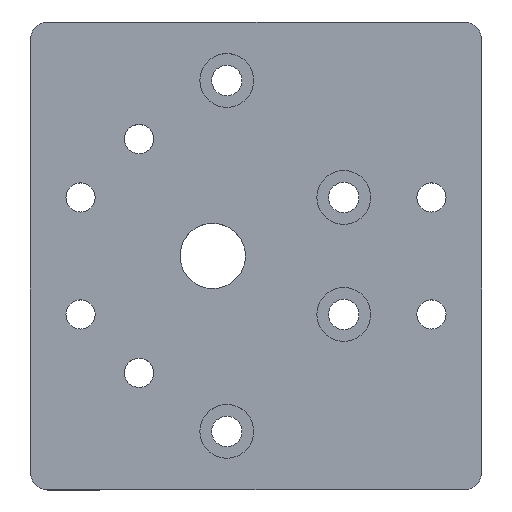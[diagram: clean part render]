
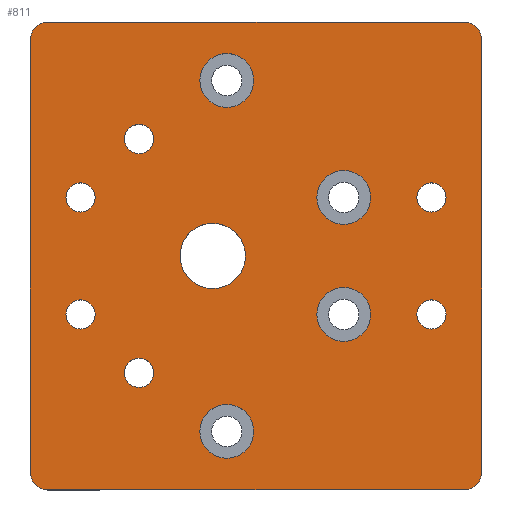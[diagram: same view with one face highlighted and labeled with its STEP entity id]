
A CAD part, top view. The second image highlights one B-rep face of the part: STEP entity #811.
In plain terms, the highlighted planar face has unit normal (0, 0, 1).
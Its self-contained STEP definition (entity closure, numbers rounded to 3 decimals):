
#36=FACE_BOUND('',#181,.T.);
#37=FACE_BOUND('',#182,.T.);
#38=FACE_BOUND('',#183,.T.);
#39=FACE_BOUND('',#184,.T.);
#40=FACE_BOUND('',#185,.T.);
#41=FACE_BOUND('',#186,.T.);
#42=FACE_BOUND('',#187,.T.);
#43=FACE_BOUND('',#188,.T.);
#44=FACE_BOUND('',#189,.T.);
#45=FACE_BOUND('',#190,.T.);
#46=FACE_BOUND('',#191,.T.);
#62=PLANE('',#932);
#112=FACE_OUTER_BOUND('',#180,.T.);
#180=EDGE_LOOP('',(#689,#690,#691,#692,#693,#694,#695,#696));
#181=EDGE_LOOP('',(#697));
#182=EDGE_LOOP('',(#698));
#183=EDGE_LOOP('',(#699));
#184=EDGE_LOOP('',(#700));
#185=EDGE_LOOP('',(#701));
#186=EDGE_LOOP('',(#702));
#187=EDGE_LOOP('',(#703));
#188=EDGE_LOOP('',(#704));
#189=EDGE_LOOP('',(#705));
#190=EDGE_LOOP('',(#706));
#191=EDGE_LOOP('',(#707));
#219=LINE('',#1291,#261);
#222=LINE('',#1299,#264);
#225=LINE('',#1330,#267);
#244=LINE('',#1424,#286);
#261=VECTOR('',#1023,50.);
#264=VECTOR('',#1032,80.);
#267=VECTOR('',#1065,80.);
#286=VECTOR('',#1184,50.);
#308=CIRCLE('',#863,3.);
#309=CIRCLE('',#866,3.);
#321=CIRCLE('',#881,3.);
#322=CIRCLE('',#884,3.);
#335=CIRCLE('',#910,2.5);
#336=CIRCLE('',#912,2.5);
#337=CIRCLE('',#914,2.5);
#338=CIRCLE('',#916,2.5);
#339=CIRCLE('',#918,2.5);
#340=CIRCLE('',#920,2.5);
#341=CIRCLE('',#922,5.588);
#347=CIRCLE('',#933,4.6);
#348=CIRCLE('',#934,4.6);
#349=CIRCLE('',#935,4.6);
#350=CIRCLE('',#936,4.6);
#372=VERTEX_POINT('',#1283);
#373=VERTEX_POINT('',#1285);
#374=VERTEX_POINT('',#1289);
#375=VERTEX_POINT('',#1293);
#376=VERTEX_POINT('',#1297);
#388=VERTEX_POINT('',#1324);
#389=VERTEX_POINT('',#1326);
#390=VERTEX_POINT('',#1332);
#403=VERTEX_POINT('',#1378);
#404=VERTEX_POINT('',#1382);
#405=VERTEX_POINT('',#1386);
#406=VERTEX_POINT('',#1390);
#407=VERTEX_POINT('',#1394);
#408=VERTEX_POINT('',#1398);
#409=VERTEX_POINT('',#1402);
#415=VERTEX_POINT('',#1425);
#416=VERTEX_POINT('',#1427);
#417=VERTEX_POINT('',#1429);
#418=VERTEX_POINT('',#1431);
#449=EDGE_CURVE('',#372,#373,#308,.T.);
#452=EDGE_CURVE('',#372,#374,#219,.T.);
#454=EDGE_CURVE('',#375,#374,#309,.T.);
#456=EDGE_CURVE('',#376,#375,#222,.T.);
#469=EDGE_CURVE('',#388,#389,#321,.T.);
#471=EDGE_CURVE('',#373,#388,#225,.T.);
#473=EDGE_CURVE('',#390,#376,#322,.T.);
#493=EDGE_CURVE('',#403,#403,#335,.T.);
#495=EDGE_CURVE('',#404,#404,#336,.T.);
#497=EDGE_CURVE('',#405,#405,#337,.T.);
#499=EDGE_CURVE('',#406,#406,#338,.T.);
#501=EDGE_CURVE('',#407,#407,#339,.T.);
#503=EDGE_CURVE('',#408,#408,#340,.T.);
#504=EDGE_CURVE('',#409,#409,#341,.T.);
#515=EDGE_CURVE('',#390,#389,#244,.T.);
#516=EDGE_CURVE('',#415,#415,#347,.T.);
#517=EDGE_CURVE('',#416,#416,#348,.T.);
#518=EDGE_CURVE('',#417,#417,#349,.T.);
#519=EDGE_CURVE('',#418,#418,#350,.T.);
#689=ORIENTED_EDGE('',*,*,#449,.F.);
#690=ORIENTED_EDGE('',*,*,#452,.T.);
#691=ORIENTED_EDGE('',*,*,#454,.F.);
#692=ORIENTED_EDGE('',*,*,#456,.F.);
#693=ORIENTED_EDGE('',*,*,#473,.F.);
#694=ORIENTED_EDGE('',*,*,#515,.T.);
#695=ORIENTED_EDGE('',*,*,#469,.F.);
#696=ORIENTED_EDGE('',*,*,#471,.F.);
#697=ORIENTED_EDGE('',*,*,#493,.T.);
#698=ORIENTED_EDGE('',*,*,#495,.T.);
#699=ORIENTED_EDGE('',*,*,#497,.T.);
#700=ORIENTED_EDGE('',*,*,#499,.T.);
#701=ORIENTED_EDGE('',*,*,#501,.T.);
#702=ORIENTED_EDGE('',*,*,#503,.T.);
#703=ORIENTED_EDGE('',*,*,#504,.F.);
#704=ORIENTED_EDGE('',*,*,#516,.F.);
#705=ORIENTED_EDGE('',*,*,#517,.F.);
#706=ORIENTED_EDGE('',*,*,#518,.F.);
#707=ORIENTED_EDGE('',*,*,#519,.F.);
#811=ADVANCED_FACE('',(#112,#36,#37,#38,#39,#40,#41,#42,#43,#44,#45,#46),
#62,.F.);
#863=AXIS2_PLACEMENT_3D('',#1286,#1017,#1018);
#866=AXIS2_PLACEMENT_3D('',#1295,#1027,#1028);
#881=AXIS2_PLACEMENT_3D('',#1327,#1060,#1061);
#884=AXIS2_PLACEMENT_3D('',#1334,#1069,#1070);
#910=AXIS2_PLACEMENT_3D('',#1380,#1128,#1129);
#912=AXIS2_PLACEMENT_3D('',#1384,#1133,#1134);
#914=AXIS2_PLACEMENT_3D('',#1388,#1138,#1139);
#916=AXIS2_PLACEMENT_3D('',#1392,#1143,#1144);
#918=AXIS2_PLACEMENT_3D('',#1396,#1148,#1149);
#920=AXIS2_PLACEMENT_3D('',#1400,#1153,#1154);
#922=AXIS2_PLACEMENT_3D('',#1403,#1157,#1158);
#932=AXIS2_PLACEMENT_3D('',#1423,#1182,#1183);
#933=AXIS2_PLACEMENT_3D('',#1426,#1185,#1186);
#934=AXIS2_PLACEMENT_3D('',#1428,#1187,#1188);
#935=AXIS2_PLACEMENT_3D('',#1430,#1189,#1190);
#936=AXIS2_PLACEMENT_3D('',#1432,#1191,#1192);
#1017=DIRECTION('center_axis',(0.,0.,-1.));
#1018=DIRECTION('ref_axis',(0.707,-0.707,0.));
#1023=DIRECTION('',(0.,1.,0.));
#1027=DIRECTION('center_axis',(0.,0.,-1.));
#1028=DIRECTION('ref_axis',(0.707,0.707,0.));
#1032=DIRECTION('',(1.,0.,0.));
#1060=DIRECTION('center_axis',(0.,0.,-1.));
#1061=DIRECTION('ref_axis',(-0.707,-0.707,0.));
#1065=DIRECTION('',(-1.,0.,0.));
#1069=DIRECTION('center_axis',(0.,0.,-1.));
#1070=DIRECTION('ref_axis',(-0.707,0.707,0.));
#1128=DIRECTION('center_axis',(0.,0.,-1.));
#1129=DIRECTION('ref_axis',(-1.,0.,0.));
#1133=DIRECTION('center_axis',(0.,0.,-1.));
#1134=DIRECTION('ref_axis',(-1.,0.,0.));
#1138=DIRECTION('center_axis',(0.,0.,-1.));
#1139=DIRECTION('ref_axis',(-1.,0.,0.));
#1143=DIRECTION('center_axis',(0.,0.,-1.));
#1144=DIRECTION('ref_axis',(-1.,0.,0.));
#1148=DIRECTION('center_axis',(0.,0.,-1.));
#1149=DIRECTION('ref_axis',(-1.,0.,0.));
#1153=DIRECTION('center_axis',(0.,0.,-1.));
#1154=DIRECTION('ref_axis',(-1.,0.,0.));
#1157=DIRECTION('center_axis',(0.,0.,1.));
#1158=DIRECTION('ref_axis',(1.,0.,0.));
#1182=DIRECTION('center_axis',(0.,0.,-1.));
#1183=DIRECTION('ref_axis',(-1.,0.,0.));
#1184=DIRECTION('',(0.,-1.,0.));
#1185=DIRECTION('center_axis',(0.,0.,1.));
#1186=DIRECTION('ref_axis',(1.,0.,0.));
#1187=DIRECTION('center_axis',(0.,0.,1.));
#1188=DIRECTION('ref_axis',(1.,0.,0.));
#1189=DIRECTION('center_axis',(0.,0.,1.));
#1190=DIRECTION('ref_axis',(1.,0.,0.));
#1191=DIRECTION('center_axis',(0.,0.,1.));
#1192=DIRECTION('ref_axis',(1.,0.,0.));
#1283=CARTESIAN_POINT('',(80.,-10.575,12.));
#1285=CARTESIAN_POINT('',(77.,-13.575,12.));
#1286=CARTESIAN_POINT('Origin',(77.,-10.575,12.));
#1289=CARTESIAN_POINT('',(80.,60.575,12.));
#1291=CARTESIAN_POINT('',(80.,0.,12.));
#1293=CARTESIAN_POINT('',(77.,63.575,12.));
#1295=CARTESIAN_POINT('Origin',(77.,60.575,12.));
#1297=CARTESIAN_POINT('',(3.,63.575,12.));
#1299=CARTESIAN_POINT('',(80.,63.575,12.));
#1324=CARTESIAN_POINT('',(3.,-13.575,12.));
#1326=CARTESIAN_POINT('',(0.,-10.575,12.));
#1327=CARTESIAN_POINT('Origin',(3.,-10.575,12.));
#1330=CARTESIAN_POINT('',(0.,-13.575,12.));
#1332=CARTESIAN_POINT('',(0.,60.575,12.));
#1334=CARTESIAN_POINT('Origin',(3.,60.575,12.));
#1378=CARTESIAN_POINT('',(52.5,55.,12.));
#1380=CARTESIAN_POINT('Origin',(50.,55.,12.));
#1382=CARTESIAN_POINT('',(22.5,45.,12.));
#1384=CARTESIAN_POINT('Origin',(20.,45.,12.));
#1386=CARTESIAN_POINT('',(32.5,55.,12.));
#1388=CARTESIAN_POINT('Origin',(30.,55.,12.));
#1390=CARTESIAN_POINT('',(62.5,45.,12.));
#1392=CARTESIAN_POINT('Origin',(60.,45.,12.));
#1394=CARTESIAN_POINT('',(52.5,-5.,12.));
#1396=CARTESIAN_POINT('Origin',(50.,-5.,12.));
#1398=CARTESIAN_POINT('',(32.5,-5.,12.));
#1400=CARTESIAN_POINT('Origin',(30.,-5.,12.));
#1402=CARTESIAN_POINT('',(45.588,32.4,12.));
#1403=CARTESIAN_POINT('Origin',(40.,32.4,12.));
#1423=CARTESIAN_POINT('Origin',(0.,0.,12.));
#1424=CARTESIAN_POINT('',(0.,50.,12.));
#1425=CARTESIAN_POINT('',(65.4,30.,12.));
#1426=CARTESIAN_POINT('Origin',(70.,30.,12.));
#1427=CARTESIAN_POINT('',(45.4,10.,12.));
#1428=CARTESIAN_POINT('Origin',(50.,10.,12.));
#1429=CARTESIAN_POINT('',(25.4,10.,12.));
#1430=CARTESIAN_POINT('Origin',(30.,10.,12.));
#1431=CARTESIAN_POINT('',(5.4,30.,12.));
#1432=CARTESIAN_POINT('Origin',(10.,30.,12.));
